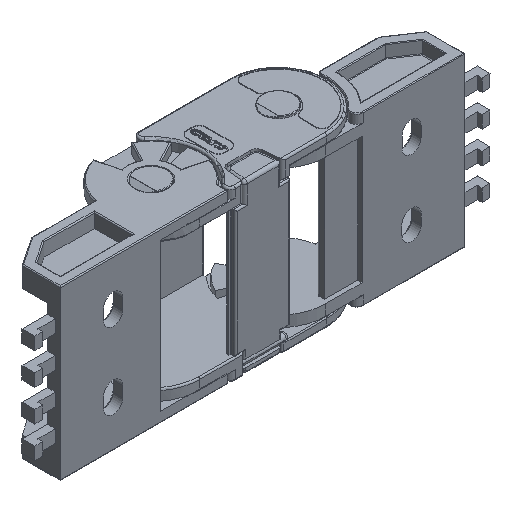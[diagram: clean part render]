
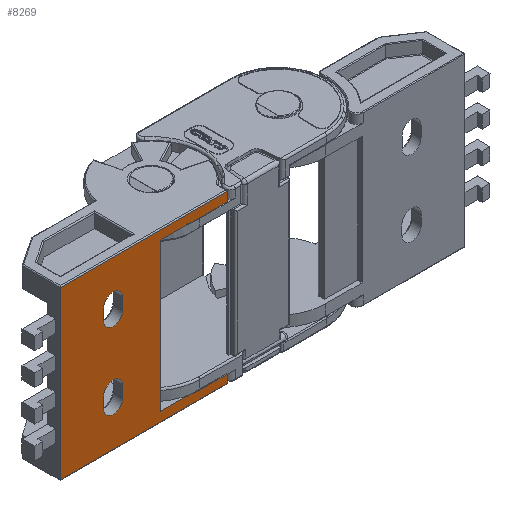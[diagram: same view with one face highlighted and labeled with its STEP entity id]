
A CAD part, isometric view. The second image highlights one B-rep face of the part: STEP entity #8269.
In plain terms, the highlighted planar face has unit normal (0, -1, 0).
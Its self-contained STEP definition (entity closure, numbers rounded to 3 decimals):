
#251 = EDGE_CURVE ( 'NONE', #21488, #14886, #8503, .T. ) ;
#394 = DIRECTION ( 'NONE',  ( 0., 1., 0. ) ) ;
#487 = CARTESIAN_POINT ( 'NONE',  ( 398.899, 93.701, 601.846 ) ) ;
#602 = ORIENTED_EDGE ( 'NONE', *, *, #251, .T. ) ;
#841 = EDGE_CURVE ( 'NONE', #25254, #16203, #10901, .T. ) ;
#925 = CARTESIAN_POINT ( 'NONE',  ( 382.199, 93.701, 561.946 ) ) ;
#1173 = AXIS2_PLACEMENT_3D ( 'NONE', #487, #394, #6690 ) ;
#1663 = VERTEX_POINT ( 'NONE', #15489 ) ;
#1981 = DIRECTION ( 'NONE',  ( -1., 0., 0. ) ) ;
#2243 = EDGE_CURVE ( 'NONE', #20901, #7283, #6824, .T. ) ;
#2263 = CARTESIAN_POINT ( 'NONE',  ( 382.199, 93.701, 614.346 ) ) ;
#2325 = VERTEX_POINT ( 'NONE', #9268 ) ;
#2340 = EDGE_CURVE ( 'NONE', #12296, #8536, #8843, .T. ) ;
#2449 = VECTOR ( 'NONE', #12675, 1000. ) ;
#2490 = AXIS2_PLACEMENT_3D ( 'NONE', #14241, #5656, #22590 ) ;
#2676 = EDGE_CURVE ( 'NONE', #8536, #4034, #14497, .T. ) ;
#2816 = CIRCLE ( 'NONE', #1173, 3. ) ;
#3058 = DIRECTION ( 'NONE',  ( 0., 0., -1. ) ) ;
#3118 = VECTOR ( 'NONE', #27611, 1000. ) ;
#3121 = AXIS2_PLACEMENT_3D ( 'NONE', #17496, #21630, #9175 ) ;
#3599 = CIRCLE ( 'NONE', #18588, 3. ) ;
#3781 = LINE ( 'NONE', #27678, #9129 ) ;
#3957 = DIRECTION ( 'NONE',  ( 0., 1., 0. ) ) ;
#3965 = DIRECTION ( 'NONE',  ( 0., 0., 1. ) ) ;
#4034 = VERTEX_POINT ( 'NONE', #27342 ) ;
#4162 = VECTOR ( 'NONE', #10477, 1000. ) ;
#4214 = FACE_OUTER_BOUND ( 'NONE', #9432, .T. ) ;
#4282 = CARTESIAN_POINT ( 'NONE',  ( 395.899, 93.701, 614.146 ) ) ;
#4459 = VERTEX_POINT ( 'NONE', #5321 ) ;
#4493 = CARTESIAN_POINT ( 'NONE',  ( 395.899, 93.701, 654.146 ) ) ;
#4716 = EDGE_CURVE ( 'NONE', #5521, #13878, #6681, .T. ) ;
#4855 = DIRECTION ( 'NONE',  ( 0., 0., 1. ) ) ;
#5013 = VERTEX_POINT ( 'NONE', #12220 ) ;
#5321 = CARTESIAN_POINT ( 'NONE',  ( 395.899, 93.701, 577.846 ) ) ;
#5521 = VERTEX_POINT ( 'NONE', #9758 ) ;
#5656 = DIRECTION ( 'NONE',  ( 0., 1., 0. ) ) ;
#5666 = ORIENTED_EDGE ( 'NONE', *, *, #2676, .T. ) ;
#6108 = DIRECTION ( 'NONE',  ( -1., 0., 0. ) ) ;
#6573 = DIRECTION ( 'NONE',  ( 0., 1., 0. ) ) ;
#6681 = LINE ( 'NONE', #21606, #22106 ) ;
#6690 = DIRECTION ( 'NONE',  ( -1., 0., 0. ) ) ;
#6824 = CIRCLE ( 'NONE', #3121, 3. ) ;
#6919 = VECTOR ( 'NONE', #10550, 1000. ) ;
#6965 = EDGE_CURVE ( 'NONE', #4459, #1663, #3599, .T. ) ;
#6984 = CARTESIAN_POINT ( 'NONE',  ( 434.899, 93.701, 614.146 ) ) ;
#7283 = VERTEX_POINT ( 'NONE', #14400 ) ;
#7575 = ORIENTED_EDGE ( 'NONE', *, *, #23319, .T. ) ;
#7805 = ORIENTED_EDGE ( 'NONE', *, *, #4716, .F. ) ;
#7833 = LINE ( 'NONE', #21152, #4162 ) ;
#8235 = VECTOR ( 'NONE', #4855, 1000. ) ;
#8269 = ADVANCED_FACE ( 'NONE', ( #11224, #4214, #8557 ), #21540, .F. ) ;
#8503 = LINE ( 'NONE', #16047, #27258 ) ;
#8536 = VERTEX_POINT ( 'NONE', #925 ) ;
#8557 = FACE_BOUND ( 'NONE', #18434, .T. ) ;
#8843 = LINE ( 'NONE', #13482, #14161 ) ;
#9129 = VECTOR ( 'NONE', #21025, 1000. ) ;
#9175 = DIRECTION ( 'NONE',  ( -1., 0., 0. ) ) ;
#9268 = CARTESIAN_POINT ( 'NONE',  ( 434.899, 93.701, 564.796 ) ) ;
#9303 = EDGE_CURVE ( 'NONE', #14544, #12296, #7833, .T. ) ;
#9432 = EDGE_LOOP ( 'NONE', ( #7575, #7805, #10486, #15730, #14526, #5666, #21092, #15865 ) ) ;
#9758 = CARTESIAN_POINT ( 'NONE',  ( 434.899, 93.701, 611.496 ) ) ;
#9808 = ORIENTED_EDGE ( 'NONE', *, *, #20594, .T. ) ;
#9914 = EDGE_CURVE ( 'NONE', #5013, #2325, #3781, .T. ) ;
#10135 = VECTOR ( 'NONE', #13112, 1000. ) ;
#10477 = DIRECTION ( 'NONE',  ( -1., 0., 0. ) ) ;
#10481 = CARTESIAN_POINT ( 'NONE',  ( 434.899, 93.701, 614.346 ) ) ;
#10486 = ORIENTED_EDGE ( 'NONE', *, *, #24080, .F. ) ;
#10550 = DIRECTION ( 'NONE',  ( 0., 0., 1. ) ) ;
#10901 = LINE ( 'NONE', #4282, #8235 ) ;
#11224 = FACE_BOUND ( 'NONE', #13080, .T. ) ;
#11958 = ORIENTED_EDGE ( 'NONE', *, *, #2243, .T. ) ;
#12220 = CARTESIAN_POINT ( 'NONE',  ( 413.899, 93.701, 564.796 ) ) ;
#12296 = VERTEX_POINT ( 'NONE', #2263 ) ;
#12637 = CARTESIAN_POINT ( 'NONE',  ( 413.899, 93.701, 548.146 ) ) ;
#12675 = DIRECTION ( 'NONE',  ( 1., 0., 0. ) ) ;
#12906 = VECTOR ( 'NONE', #3965, 1000. ) ;
#13080 = EDGE_LOOP ( 'NONE', ( #22061, #11958, #18330, #26286 ) ) ;
#13112 = DIRECTION ( 'NONE',  ( 0., 0., -1. ) ) ;
#13482 = CARTESIAN_POINT ( 'NONE',  ( 382.199, 93.701, 634.146 ) ) ;
#13878 = VERTEX_POINT ( 'NONE', #27229 ) ;
#14118 = CARTESIAN_POINT ( 'NONE',  ( 395.899, 93.701, 598.446 ) ) ;
#14161 = VECTOR ( 'NONE', #17780, 1000. ) ;
#14241 = CARTESIAN_POINT ( 'NONE',  ( 398.899, 93.701, 598.446 ) ) ;
#14274 = EDGE_CURVE ( 'NONE', #14886, #25254, #16988, .T. ) ;
#14400 = CARTESIAN_POINT ( 'NONE',  ( 395.899, 93.701, 574.446 ) ) ;
#14439 = CARTESIAN_POINT ( 'NONE',  ( 434.899, 93.701, 562.146 ) ) ;
#14460 = VECTOR ( 'NONE', #23917, 1000. ) ;
#14497 = LINE ( 'NONE', #14913, #2449 ) ;
#14526 = ORIENTED_EDGE ( 'NONE', *, *, #2340, .T. ) ;
#14544 = VERTEX_POINT ( 'NONE', #10481 ) ;
#14781 = EDGE_CURVE ( 'NONE', #7283, #4459, #17305, .T. ) ;
#14886 = VERTEX_POINT ( 'NONE', #15715 ) ;
#14913 = CARTESIAN_POINT ( 'NONE',  ( 434.899, 93.701, 561.946 ) ) ;
#15489 = CARTESIAN_POINT ( 'NONE',  ( 401.899, 93.701, 577.846 ) ) ;
#15715 = CARTESIAN_POINT ( 'NONE',  ( 401.899, 93.701, 598.446 ) ) ;
#15730 = ORIENTED_EDGE ( 'NONE', *, *, #9303, .T. ) ;
#15845 = LINE ( 'NONE', #26016, #10135 ) ;
#15865 = ORIENTED_EDGE ( 'NONE', *, *, #9914, .F. ) ;
#16047 = CARTESIAN_POINT ( 'NONE',  ( 401.899, 93.701, 614.146 ) ) ;
#16203 = VERTEX_POINT ( 'NONE', #17661 ) ;
#16988 = CIRCLE ( 'NONE', #2490, 3. ) ;
#17048 = CARTESIAN_POINT ( 'NONE',  ( 413.899, 93.701, 634.146 ) ) ;
#17305 = LINE ( 'NONE', #4493, #6919 ) ;
#17496 = CARTESIAN_POINT ( 'NONE',  ( 398.899, 93.701, 574.446 ) ) ;
#17661 = CARTESIAN_POINT ( 'NONE',  ( 395.899, 93.701, 601.846 ) ) ;
#17780 = DIRECTION ( 'NONE',  ( 0., 0., -1. ) ) ;
#18330 = ORIENTED_EDGE ( 'NONE', *, *, #14781, .T. ) ;
#18434 = EDGE_LOOP ( 'NONE', ( #19228, #9808, #602, #22039 ) ) ;
#18588 = AXIS2_PLACEMENT_3D ( 'NONE', #27528, #3957, #6108 ) ;
#19228 = ORIENTED_EDGE ( 'NONE', *, *, #841, .T. ) ;
#19241 = EDGE_CURVE ( 'NONE', #4034, #2325, #22278, .T. ) ;
#20594 = EDGE_CURVE ( 'NONE', #16203, #21488, #2816, .T. ) ;
#20901 = VERTEX_POINT ( 'NONE', #24719 ) ;
#21025 = DIRECTION ( 'NONE',  ( 1., 0., 0. ) ) ;
#21092 = ORIENTED_EDGE ( 'NONE', *, *, #19241, .T. ) ;
#21135 = LINE ( 'NONE', #6984, #14460 ) ;
#21152 = CARTESIAN_POINT ( 'NONE',  ( 382.199, 93.701, 614.346 ) ) ;
#21188 = LINE ( 'NONE', #12637, #3118 ) ;
#21488 = VERTEX_POINT ( 'NONE', #23285 ) ;
#21540 = PLANE ( 'NONE',  #23551 ) ;
#21606 = CARTESIAN_POINT ( 'NONE',  ( 434.899, 93.701, 611.496 ) ) ;
#21630 = DIRECTION ( 'NONE',  ( 0., 1., 0. ) ) ;
#22039 = ORIENTED_EDGE ( 'NONE', *, *, #14274, .T. ) ;
#22061 = ORIENTED_EDGE ( 'NONE', *, *, #23477, .T. ) ;
#22106 = VECTOR ( 'NONE', #25910, 1000. ) ;
#22278 = LINE ( 'NONE', #14439, #12906 ) ;
#22590 = DIRECTION ( 'NONE',  ( -1., 0., 0. ) ) ;
#23285 = CARTESIAN_POINT ( 'NONE',  ( 401.899, 93.701, 601.846 ) ) ;
#23319 = EDGE_CURVE ( 'NONE', #5013, #13878, #21188, .T. ) ;
#23477 = EDGE_CURVE ( 'NONE', #1663, #20901, #15845, .T. ) ;
#23551 = AXIS2_PLACEMENT_3D ( 'NONE', #17048, #6573, #1981 ) ;
#23917 = DIRECTION ( 'NONE',  ( 0., 0., -1. ) ) ;
#24080 = EDGE_CURVE ( 'NONE', #14544, #5521, #21135, .T. ) ;
#24719 = CARTESIAN_POINT ( 'NONE',  ( 401.899, 93.701, 574.446 ) ) ;
#25254 = VERTEX_POINT ( 'NONE', #14118 ) ;
#25910 = DIRECTION ( 'NONE',  ( -1., 0., 0. ) ) ;
#26016 = CARTESIAN_POINT ( 'NONE',  ( 401.899, 93.701, 654.146 ) ) ;
#26286 = ORIENTED_EDGE ( 'NONE', *, *, #6965, .T. ) ;
#27229 = CARTESIAN_POINT ( 'NONE',  ( 413.899, 93.701, 611.496 ) ) ;
#27258 = VECTOR ( 'NONE', #3058, 1000. ) ;
#27342 = CARTESIAN_POINT ( 'NONE',  ( 434.899, 93.701, 561.946 ) ) ;
#27528 = CARTESIAN_POINT ( 'NONE',  ( 398.899, 93.701, 577.846 ) ) ;
#27611 = DIRECTION ( 'NONE',  ( 0., 0., 1. ) ) ;
#27678 = CARTESIAN_POINT ( 'NONE',  ( 413.899, 93.701, 564.796 ) ) ;
